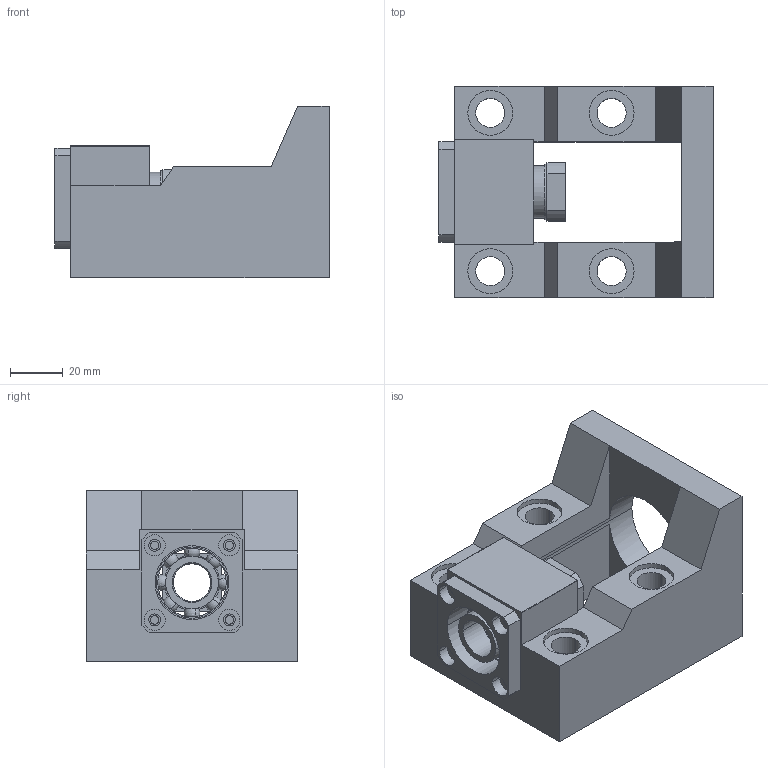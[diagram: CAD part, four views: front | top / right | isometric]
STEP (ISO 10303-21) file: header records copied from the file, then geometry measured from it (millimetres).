
FILE_DESCRIPTION(('CATIA V5 STEP Exchange'),'2;1');
FILE_NAME('TKZB15-57-XT01580025.stp','2019-10-24T15:45:23+00:00',('none'),('none'),'CATIA Version 5 Release 20 GA (IN-10)','CATIA V5 STEP AP203','none');
FILE_SCHEMA(('CONFIG_CONTROL_DESIGN'));
Length unit declared in the file: millimetre
Products named in the file (1): TKZB15-57-XT01580025_AllCATPart
Bounding box: 104 x 80 x 65 mm (x, y, z)
Volume: 229578.7 mm3; surface area: 57211.2 mm2
Topology: 18 solids, 21 shells, 237 faces, 574 edges, 342 vertices
Faces by surface type: cylinder 106, plane 71, sphere 32, torus 24, cone 4
Entity records: 5828 total; most frequent: ORIENTED_EDGE 1020, CARTESIAN_POINT 994, DIRECTION 777, EDGE_CURVE 510, AXIS2_PLACEMENT_3D 437, VERTEX_POINT 342, CIRCLE 300, EDGE_LOOP 286
